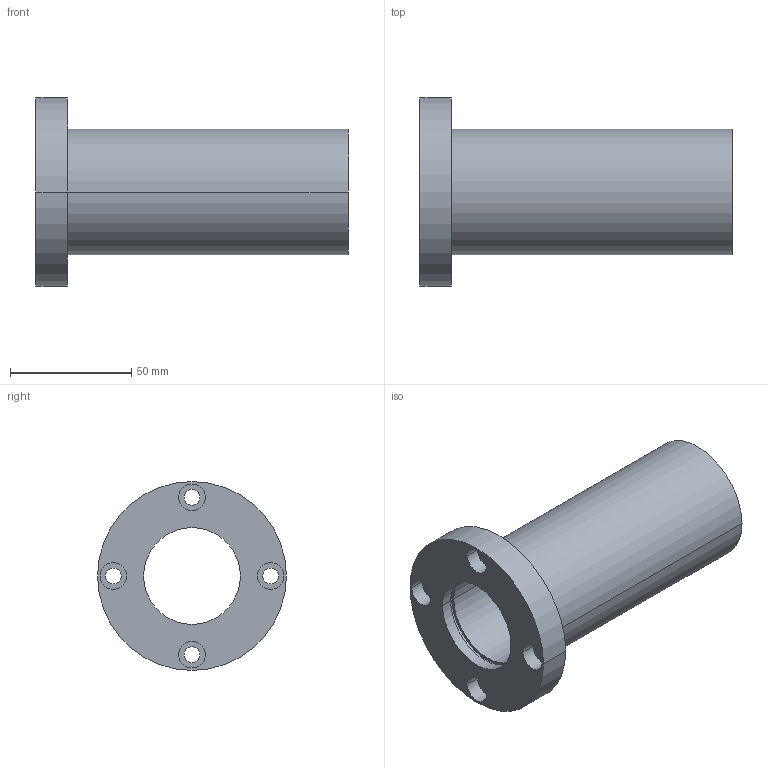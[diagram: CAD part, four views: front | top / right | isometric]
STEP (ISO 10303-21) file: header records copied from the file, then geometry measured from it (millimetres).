
FILE_DESCRIPTION( ( '' ), '1' );
FILE_NAME( 'ftrg_25_2_03.stp', '2008-04-10T04:30:06', ( '' ), ( '' ), ' ', ' ', ' ' );
FILE_SCHEMA( ( 'CONFIG_CONTROL_DESIGN' ) );
Length unit declared in the file: millimetre
Products named in the file (1): 1
Bounding box: 129 x 78 x 78 mm (x, y, z)
Volume: 142525.6 mm3; surface area: 47203 mm2
Topology: 1 solids, 1 shells, 41 faces, 90 edges, 60 vertices
Faces by surface type: cylinder 30, plane 11
Entity records: 1228 total; most frequent: DIRECTION 234, CARTESIAN_POINT 192, ORIENTED_EDGE 180, AXIS2_PLACEMENT_3D 102, EDGE_CURVE 90, EDGE_LOOP 60, VERTEX_POINT 60, CIRCLE 60
